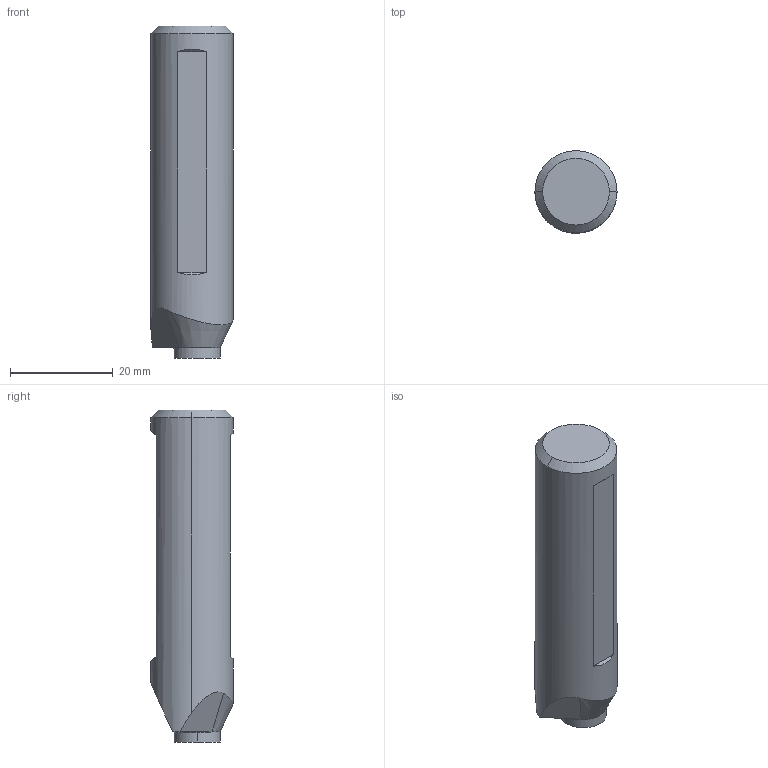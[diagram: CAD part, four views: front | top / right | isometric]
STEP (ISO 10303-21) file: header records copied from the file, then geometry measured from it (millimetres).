
FILE_DESCRIPTION(/* description */ (''),/* implementation_level */ '2;1');
FILE_NAME(/* name */ '1590481080375.stp',/* time_stamp */ '2020-05-26T13:48:15+05:00',/* author */ (''),/* organization */ ('SMS'),/* preprocessor_version */ 'ST-DEVELOPER v16.7',/* originating_system */ 'SIEMENS PLM Software NX 12.0',/* authorisation */ '');
FILE_SCHEMA (('AUTOMOTIVE_DESIGN { 1 0 10303 214 3 1 1 1 }'));
Length unit declared in the file: millimetre
Products named in the file (1): 202733133mod000_00
Bounding box: 16 x 16 x 64.7 mm (x, y, z)
Volume: 11949.9 mm3; surface area: 3409.6 mm2
Topology: 1 solids, 1 shells, 23 faces, 52 edges, 36 vertices
Faces by surface type: plane 11, cylinder 4, torus 3, cone 3, bspline 2
Entity records: 769 total; most frequent: CARTESIAN_POINT 217, DIRECTION 106, ORIENTED_EDGE 104, EDGE_CURVE 52, AXIS2_PLACEMENT_3D 44, VERTEX_POINT 33, EDGE_LOOP 25, ADVANCED_FACE 23
